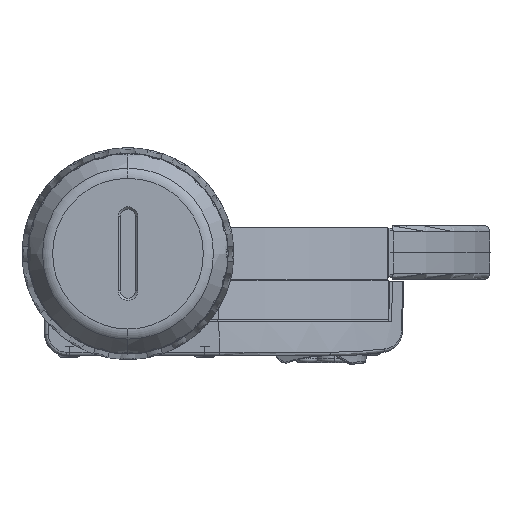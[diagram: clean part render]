
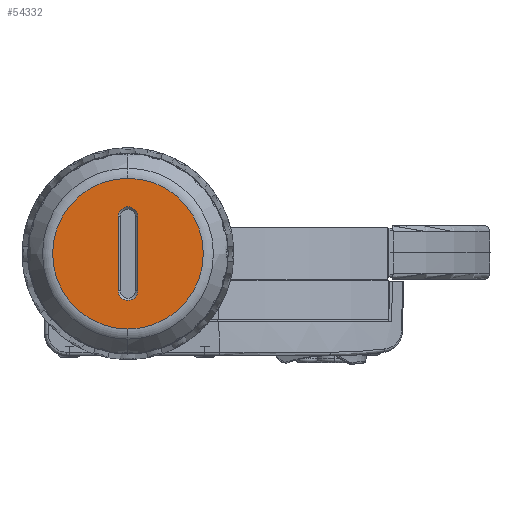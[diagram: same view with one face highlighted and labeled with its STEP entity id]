
A CAD part, left-side view. The second image highlights one B-rep face of the part: STEP entity #54332.
In plain terms, the highlighted face is planar.
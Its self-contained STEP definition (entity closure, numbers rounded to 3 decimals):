
#53813=CARTESIAN_POINT('',(6.5,0.,0.));
#53814=DIRECTION('',(1.,0.,0.));
#53815=DIRECTION('',(0.,0.,-1.));
#53816=AXIS2_PLACEMENT_3D('',#53813,#53814,#53815);
#53818=CARTESIAN_POINT('',(6.5,0.,0.));
#53819=DIRECTION('',(1.,0.,0.));
#53820=DIRECTION('',(0.,0.,1.));
#53821=AXIS2_PLACEMENT_3D('',#53818,#53819,#53820);
#53823=CARTESIAN_POINT('',(6.5,0.,-5.));
#53824=DIRECTION('',(-1.,0.,0.));
#53825=DIRECTION('',(0.,1.,0.));
#53826=AXIS2_PLACEMENT_3D('',#53823,#53824,#53825);
#53828=DIRECTION('',(0.,0.,-1.));
#53829=VECTOR('',#53828,10.);
#53830=CARTESIAN_POINT('',(6.5,1.3,5.));
#53831=LINE('',#53830,#53829);
#53832=CARTESIAN_POINT('',(6.5,0.,5.));
#53833=DIRECTION('',(-1.,0.,0.));
#53834=DIRECTION('',(0.,-1.,0.));
#53835=AXIS2_PLACEMENT_3D('',#53832,#53833,#53834);
#53837=DIRECTION('',(0.,0.,1.));
#53838=VECTOR('',#53837,10.);
#53839=CARTESIAN_POINT('',(6.5,-1.3,
-5.));
#53840=LINE('',#53839,#53838);
#53976=CARTESIAN_POINT('',(6.5,0.,-10.136));
#53977=CARTESIAN_POINT('',(6.5,0.,10.136));
#53978=VERTEX_POINT('',#53976);
#53979=VERTEX_POINT('',#53977);
#54000=CARTESIAN_POINT('',(6.5,1.3,-5.));
#54001=CARTESIAN_POINT('',(6.5,-1.3,-5.));
#54002=VERTEX_POINT('',#54000);
#54003=VERTEX_POINT('',#54001);
#54008=CARTESIAN_POINT('',(6.5,-1.3,
5.));
#54009=VERTEX_POINT('',#54008);
#54012=CARTESIAN_POINT('',(6.5,1.3,5.));
#54013=VERTEX_POINT('',#54012);
#54312=CARTESIAN_POINT('',(6.5,0.,0.));
#54313=DIRECTION('',(1.,0.,0.));
#54314=DIRECTION('',(0.,-1.,0.));
#54315=AXIS2_PLACEMENT_3D('',#54312,#54313,#54314);
#54316=PLANE('',#54315);
#54318=ORIENTED_EDGE('',*,*,#54317,.F.);
#54319=ORIENTED_EDGE('',*,*,#54302,.F.);
#54320=EDGE_LOOP('',(#54318,#54319));
#54321=FACE_OUTER_BOUND('',#54320,.F.);
#54323=ORIENTED_EDGE('',*,*,#54322,.F.);
#54325=ORIENTED_EDGE('',*,*,#54324,.F.);
#54327=ORIENTED_EDGE('',*,*,#54326,.F.);
#54329=ORIENTED_EDGE('',*,*,#54328,.F.);
#54330=EDGE_LOOP('',(#54323,#54325,#54327,#54329));
#54331=FACE_BOUND('',#54330,.F.);
#54332=ADVANCED_FACE('',(#54321,#54331),#54316,.T.);
#53817=CIRCLE('',#53816,10.136);
#53822=CIRCLE('',#53821,10.136);
#53827=CIRCLE('',#53826,1.3);
#53836=CIRCLE('',#53835,1.3);
#54302=EDGE_CURVE('',#53979,#53978,#53822,.T.);
#54317=EDGE_CURVE('',#53978,#53979,#53817,.T.);
#54322=EDGE_CURVE('',#54002,#54003,#53827,.T.);
#54324=EDGE_CURVE('',#54013,#54002,#53831,.T.);
#54326=EDGE_CURVE('',#54009,#54013,#53836,.T.);
#54328=EDGE_CURVE('',#54003,#54009,#53840,.T.);
